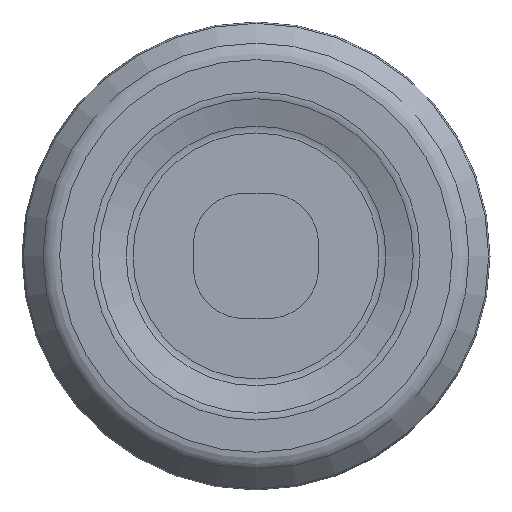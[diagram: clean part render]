
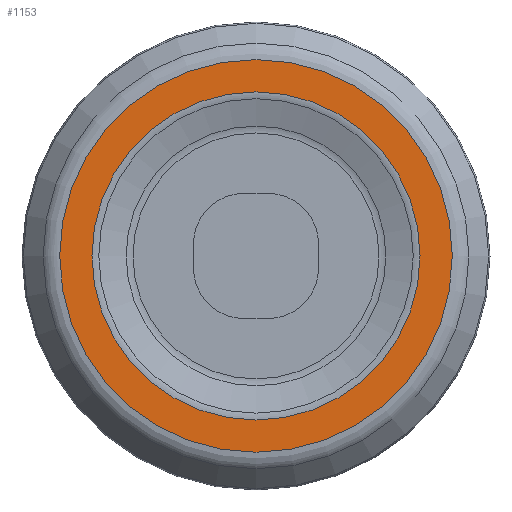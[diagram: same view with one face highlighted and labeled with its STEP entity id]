
A CAD part, top view. The second image highlights one B-rep face of the part: STEP entity #1153.
In plain terms, the highlighted planar face has unit normal (0, 0, 1).
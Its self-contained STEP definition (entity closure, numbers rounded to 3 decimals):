
#59=CIRCLE('',#1252,35.459);
#60=CIRCLE('',#1253,29.634);
#119=ORIENTED_EDGE('',*,*,#442,.T.);
#120=ORIENTED_EDGE('',*,*,#443,.T.);
#442=EDGE_CURVE('',#603,#603,#59,.F.);
#443=EDGE_CURVE('',#604,#604,#60,.T.);
#603=VERTEX_POINT('',#1760);
#604=VERTEX_POINT('',#1762);
#944=EDGE_LOOP('',(#119));
#945=EDGE_LOOP('',(#120));
#1024=FACE_BOUND('',#944,.T.);
#1025=FACE_BOUND('',#945,.T.);
#1096=PLANE('',#1251);
#1153=ADVANCED_FACE('',(#1024,#1025),#1096,.F.);
#1251=AXIS2_PLACEMENT_3D('',#1758,#1395,#1396);
#1252=AXIS2_PLACEMENT_3D('',#1759,#1397,#1398);
#1253=AXIS2_PLACEMENT_3D('',#1761,#1399,#1400);
#1395=DIRECTION('',(0.,0.,-1.));
#1396=DIRECTION('',(-1.,0.,0.));
#1397=DIRECTION('',(0.,0.,-1.));
#1398=DIRECTION('',(-1.,0.,0.));
#1399=DIRECTION('',(0.,0.,-1.));
#1400=DIRECTION('',(-1.,0.,0.));
#1758=CARTESIAN_POINT('',(29.,0.,2.));
#1759=CARTESIAN_POINT('',(0.,0.,2.));
#1760=CARTESIAN_POINT('',(-35.459,0.,2.));
#1761=CARTESIAN_POINT('',(0.,0.,2.));
#1762=CARTESIAN_POINT('',(-29.634,0.,2.));
